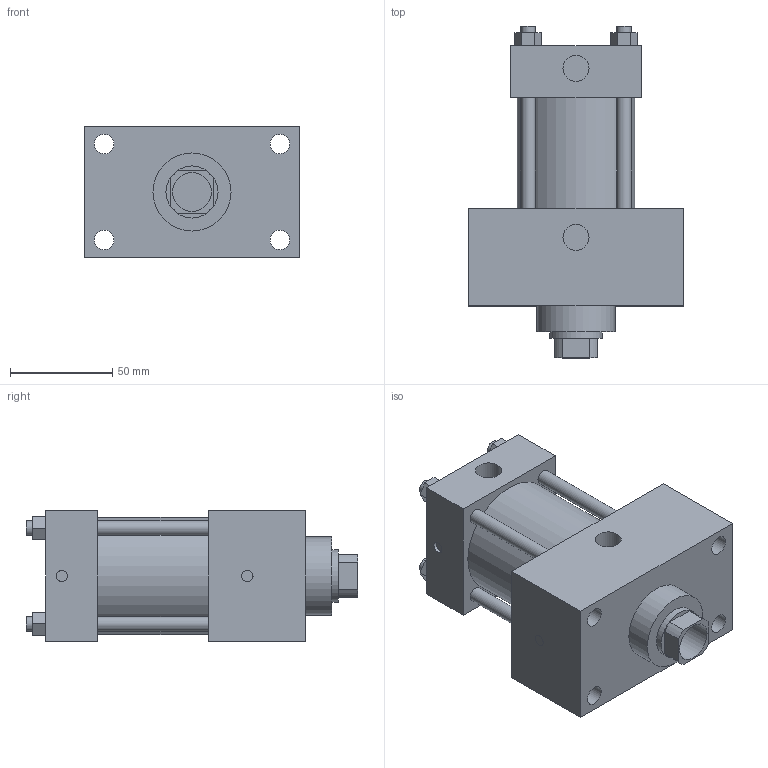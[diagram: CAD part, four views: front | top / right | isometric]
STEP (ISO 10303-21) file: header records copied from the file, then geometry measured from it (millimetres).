
FILE_DESCRIPTION((' Parasolid data model '),'2;1');
FILE_NAME('GSSL','1999-12-15T14:50:56+00:00',(' GSSL '),(' GSSL Pune '),'','GSSL Pune','Author');
FILE_SCHEMA(('CONFIG_CONTROL_DESIGN'));
Length unit declared in the file: millimetre
Bounding box: 104.78 x 161.93 x 63.5 mm (x, y, z)
Surface area: 64805.6 mm2 (no closed solid volume)
Topology: 0 solids, 5 shells, 88 faces, 220 edges, 156 vertices
Faces by surface type: plane 60, cylinder 28
Full cylindrical faces by diameter (mm): 5.556 x6, 7.137 x8, 9.525 x4, 12.7 x2, 19.05 x1, 25.4 x1, 38.1 x1, 57.15 x1
Entity records: 2537 total; most frequent: CARTESIAN_POINT 424, DIRECTION 408, ORIENTED_EDGE 336, EDGE_CURVE 192, VERTEX_POINT 152, EDGE_LOOP 150, AXIS2_PLACEMENT_3D 136, LINE 136
